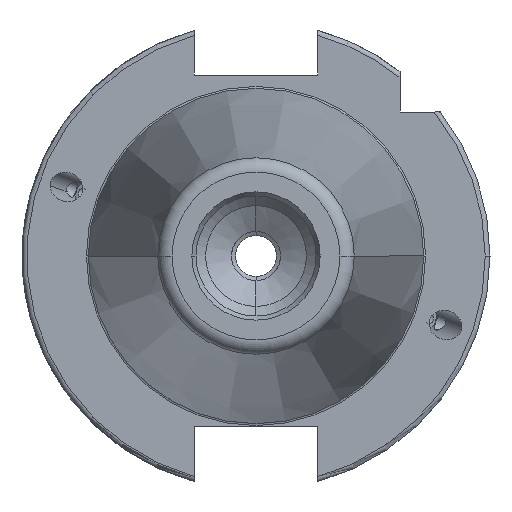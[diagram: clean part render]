
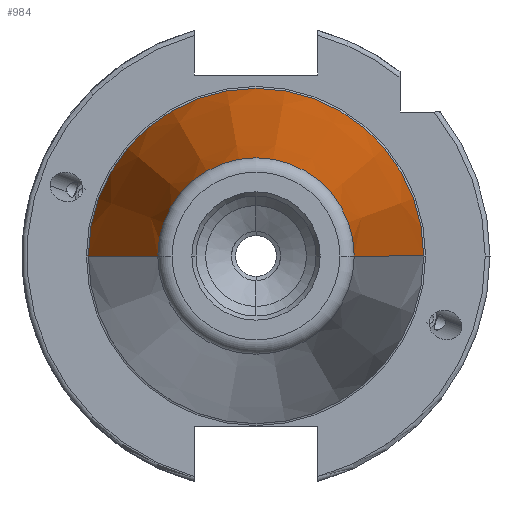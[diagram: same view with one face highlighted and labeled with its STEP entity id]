
A CAD part, left-side view. The second image highlights one B-rep face of the part: STEP entity #984.
In plain terms, the highlighted conical face has half-angle 8.297 degrees and reference radius 34.925 mm.
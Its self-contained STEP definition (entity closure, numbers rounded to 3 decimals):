
#122 = DIRECTION ( 'NONE',  ( 0., 1., 0. ) ) ;
#208 = CARTESIAN_POINT ( 'NONE',  ( 0., 34.925, 0. ) ) ;
#233 = DIRECTION ( 'NONE',  ( 0., -1., 0. ) ) ;
#424 = EDGE_CURVE ( 'NONE', #1598, #1147, #2002, .T. ) ;
#495 = DIRECTION ( 'NONE',  ( 0.99, 0.144, 0. ) ) ;
#498 = ORIENTED_EDGE ( 'NONE', *, *, #2645, .T. ) ;
#544 = DIRECTION ( 'NONE',  ( 1., 0., 0. ) ) ;
#678 = CARTESIAN_POINT ( 'NONE',  ( 0., 0., 0. ) ) ;
#984 = ADVANCED_FACE ( 'NONE', ( #2324 ), #2924, .T. ) ;
#1118 = EDGE_CURVE ( 'NONE', #2090, #2262, #1889, .T. ) ;
#1147 = VERTEX_POINT ( 'NONE', #208 ) ;
#1598 = VERTEX_POINT ( 'NONE', #4643 ) ;
#1889 = CIRCLE ( 'NONE', #3586, 20.461 ) ;
#2002 = CIRCLE ( 'NONE', #3711, 34.925 ) ;
#2090 = VERTEX_POINT ( 'NONE', #2199 ) ;
#2136 = EDGE_CURVE ( 'NONE', #2262, #1147, #3378, .T. ) ;
#2199 = CARTESIAN_POINT ( 'NONE',  ( -99.183, -20.461, 0. ) ) ;
#2213 = CARTESIAN_POINT ( 'NONE',  ( 0., 34.925, 0. ) ) ;
#2235 = VECTOR ( 'NONE', #495, 1000. ) ;
#2245 = CARTESIAN_POINT ( 'NONE',  ( -99.183, 0., 0. ) ) ;
#2260 = AXIS2_PLACEMENT_3D ( 'NONE', #4828, #544, #122 ) ;
#2262 = VERTEX_POINT ( 'NONE', #4398 ) ;
#2324 = FACE_OUTER_BOUND ( 'NONE', #2475, .T. ) ;
#2447 = ORIENTED_EDGE ( 'NONE', *, *, #2136, .F. ) ;
#2475 = EDGE_LOOP ( 'NONE', ( #4564, #498, #2489, #2447 ) ) ;
#2489 = ORIENTED_EDGE ( 'NONE', *, *, #424, .T. ) ;
#2645 = EDGE_CURVE ( 'NONE', #2090, #1598, #3257, .T. ) ;
#2924 = CONICAL_SURFACE ( 'NONE', #2260, 34.925, 0.145 ) ;
#3109 = VECTOR ( 'NONE', #3856, 1000. ) ;
#3253 = DIRECTION ( 'NONE',  ( -1., 0., 0. ) ) ;
#3257 = LINE ( 'NONE', #4693, #3109 ) ;
#3378 = LINE ( 'NONE', #2213, #2235 ) ;
#3586 = AXIS2_PLACEMENT_3D ( 'NONE', #2245, #4831, #4060 ) ;
#3711 = AXIS2_PLACEMENT_3D ( 'NONE', #678, #3253, #233 ) ;
#3856 = DIRECTION ( 'NONE',  ( 0.99, -0.144, 0. ) ) ;
#4060 = DIRECTION ( 'NONE',  ( 0., -1., 0. ) ) ;
#4398 = CARTESIAN_POINT ( 'NONE',  ( -99.183, 20.461, 0. ) ) ;
#4564 = ORIENTED_EDGE ( 'NONE', *, *, #1118, .F. ) ;
#4643 = CARTESIAN_POINT ( 'NONE',  ( 0., -34.925, 0. ) ) ;
#4693 = CARTESIAN_POINT ( 'NONE',  ( 0., -34.925, 0. ) ) ;
#4828 = CARTESIAN_POINT ( 'NONE',  ( 0., 0., 0. ) ) ;
#4831 = DIRECTION ( 'NONE',  ( -1., 0., 0. ) ) ;
